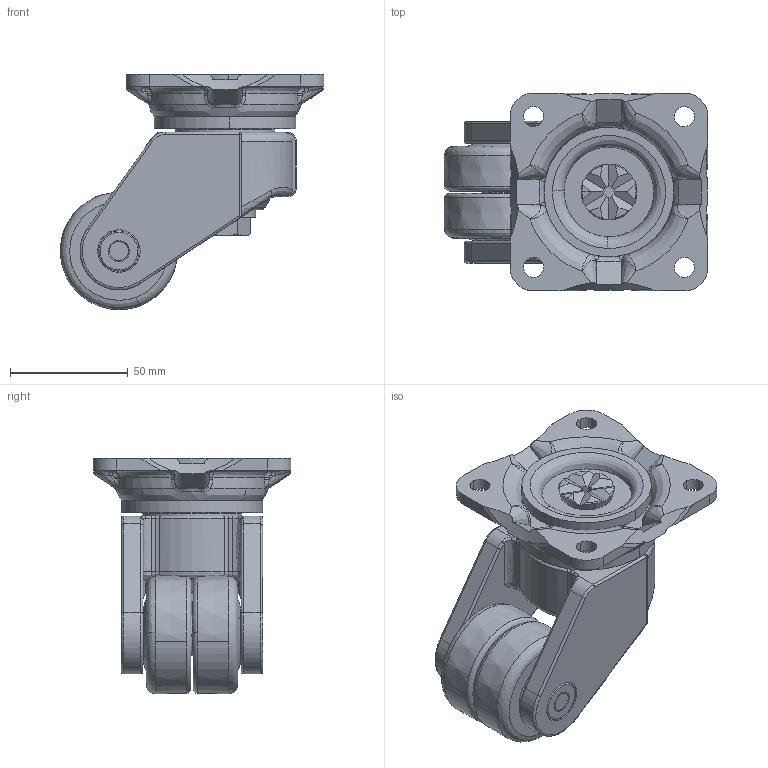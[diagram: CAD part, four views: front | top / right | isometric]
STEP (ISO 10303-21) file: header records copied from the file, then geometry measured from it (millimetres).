
FILE_DESCRIPTION((''),'2;1');
FILE_NAME('','2005-12-16T12:00:34',(''),(''),'','CADfix','');
FILE_SCHEMA(('AUTOMOTIVE_DESIGN'));
Length unit declared in the file: millimetre
Products named in the file (6): wheel; mounting plate; main shaft; body; axle; No_104X_N_21093_36
Assembly tree (5 placements, depth 2):
  No_104X_N_21093_36
    wheel
    mounting plate
    main shaft
    body
    axle
Bounding box: 112 x 84 x 99.87 mm (x, y, z)
Volume: 279176.2 mm3; surface area: 71427.2 mm2
Topology: 5 solids, 5 shells, 447 faces, 1271 edges, 844 vertices
Faces by surface type: bspline 447
Entity records: 23250 total; most frequent: CARTESIAN_POINT 16374, ORIENTED_EDGE 2522, EDGE_CURVE 1261, VERTEX_POINT 844, EDGE_LOOP 485, FACE_OUTER_BOUND 447, ADVANCED_FACE 447, QUASI_UNIFORM_CURVE 305
